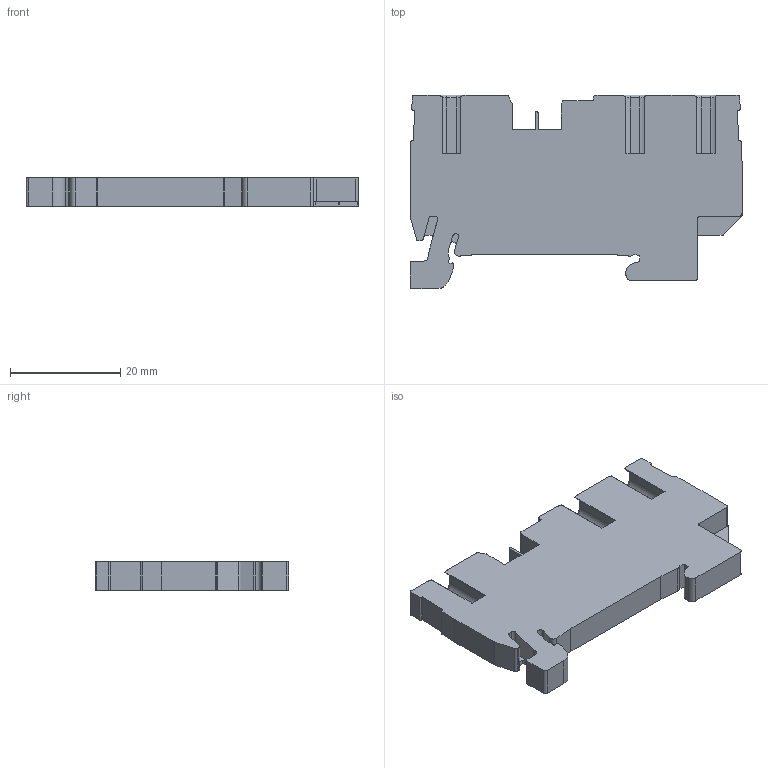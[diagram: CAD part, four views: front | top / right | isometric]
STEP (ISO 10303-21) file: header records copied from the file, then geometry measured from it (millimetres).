
FILE_DESCRIPTION((''),'2;1');
FILE_NAME('27008_PRK2-5_3A','2019-07-18T',('Christian Carl'),(''),'CREO PARAMETRIC BY PTC INC, 2016380','CREO PARAMETRIC BY PTC INC, 2016380','');
FILE_SCHEMA(('CONFIG_CONTROL_DESIGN'));
Length unit declared in the file: millimetre
Products named in the file (1): 27008_PRK2-5_3A
Bounding box: 60.35 x 35.2 x 5.1 mm (x, y, z)
Volume: 6996.3 mm3; surface area: 6038.8 mm2
Topology: 1 solids, 1 shells, 267 faces, 761 edges, 502 vertices
Faces by surface type: plane 173, cylinder 82, cone 12
Entity records: 8740 total; most frequent: CARTESIAN_POINT 1591, ORIENTED_EDGE 1522, DIRECTION 1463, EDGE_CURVE 761, VECTOR 565, LINE 565, VERTEX_POINT 502, AXIS2_PLACEMENT_3D 449
